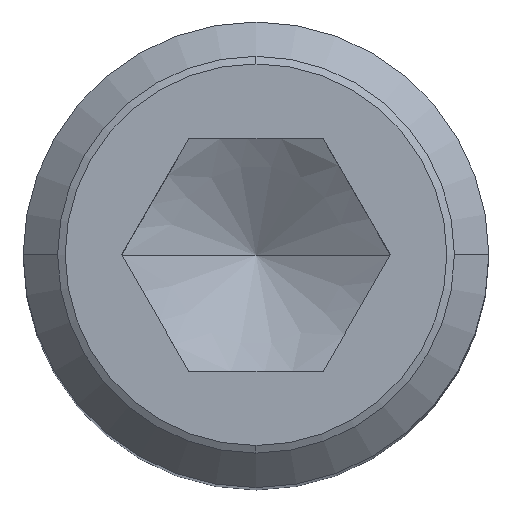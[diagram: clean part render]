
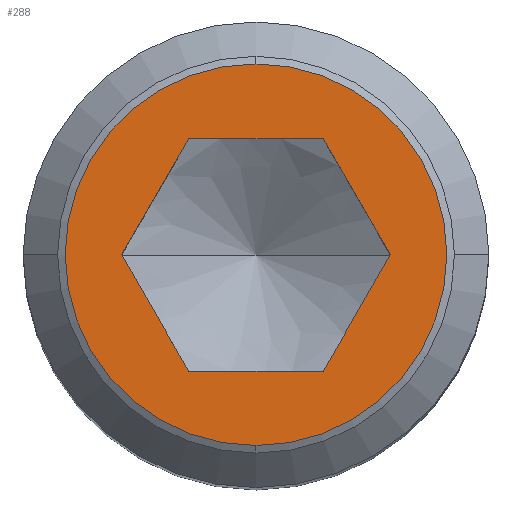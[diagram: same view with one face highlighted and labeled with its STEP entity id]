
A CAD part, top view. The second image highlights one B-rep face of the part: STEP entity #288.
In plain terms, the highlighted planar face has unit normal (0, 0, 1).
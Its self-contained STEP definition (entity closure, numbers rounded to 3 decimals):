
#166=EDGE_CURVE('',#208,#190,#401,.T.);
#182=EDGE_CURVE('',#324,#214,#420,.T.);
#184=EDGE_CURVE('',#190,#208,#422,.T.);
#190=VERTEX_POINT('',#430);
#208=VERTEX_POINT('',#449);
#214=VERTEX_POINT('',#455);
#216=EDGE_CURVE('',#214,#276,#457,.T.);
#260=EDGE_CURVE('',#280,#314,#505,.T.);
#268=EDGE_CURVE('',#276,#280,#514,.T.);
#276=VERTEX_POINT('',#523);
#280=VERTEX_POINT('',#527);
#288=ADVANCED_FACE('',(#535,#536),#537,.T.);
#314=VERTEX_POINT('',#564);
#316=EDGE_CURVE('',#342,#324,#566,.T.);
#324=VERTEX_POINT('',#575);
#334=EDGE_CURVE('',#314,#342,#586,.T.);
#342=VERTEX_POINT('',#594);
#401=CIRCLE('',#660,2.459);
#420=LINE('',#693,#694);
#422=CIRCLE('',#697,2.459);
#430=CARTESIAN_POINT('',(0.,-2.459,0.));
#449=CARTESIAN_POINT('',(0.,2.459,0.));
#455=CARTESIAN_POINT('',(-0.866,1.5,0.));
#457=LINE('',#751,#752);
#505=LINE('',#829,#830);
#514=LINE('',#841,#842);
#523=CARTESIAN_POINT('',(0.866,1.5,0.));
#527=CARTESIAN_POINT('',(1.732,0.0,0.));
#535=FACE_BOUND('',#880,.T.);
#536=FACE_OUTER_BOUND('',#881,.T.);
#537=PLANE('',#882);
#564=CARTESIAN_POINT('',(0.866,-1.5,0.));
#566=LINE('',#921,#922);
#575=CARTESIAN_POINT('',(-1.732,0.0,0.));
#586=LINE('',#949,#950);
#594=CARTESIAN_POINT('',(-0.866,-1.5,0.));
#660=AXIS2_PLACEMENT_3D('',#1030,#1031,#1032);
#693=CARTESIAN_POINT('',(-1.083,1.125,0.));
#694=VECTOR('',#1066,1.0);
#697=AXIS2_PLACEMENT_3D('',#1067,#1068,#1069);
#751=CARTESIAN_POINT('',(0.433,1.5,0.));
#752=VECTOR('',#1103,1.0);
#829=CARTESIAN_POINT('',(1.083,-1.125,0.));
#830=VECTOR('',#1151,1.0);
#841=CARTESIAN_POINT('',(1.516,0.375,0.));
#842=VECTOR('',#1162,1.0);
#880=EDGE_LOOP('',(#1179,#1180,#1181,#1182,#1183,#1184));
#881=EDGE_LOOP('',(#1185,#1186));
#882=AXIS2_PLACEMENT_3D('',#1187,#1188,#1189);
#921=CARTESIAN_POINT('',(-1.516,-0.375,0.));
#922=VECTOR('',#1210,1.0);
#949=CARTESIAN_POINT('',(-0.433,-1.5,0.));
#950=VECTOR('',#1231,1.0);
#1030=CARTESIAN_POINT('',(0.,0.,0.));
#1031=DIRECTION('',(0.0,0.0,1.0));
#1032=DIRECTION('',(0.,1.0,0.0));
#1066=DIRECTION('',(0.5,0.866,0.));
#1067=CARTESIAN_POINT('',(0.,0.,0.));
#1068=DIRECTION('',(0.0,0.0,1.0));
#1069=DIRECTION('',(0.,1.0,0.0));
#1103=DIRECTION('',(1.0,0.0,0.0));
#1151=DIRECTION('',(-0.5,-0.866,0.));
#1162=DIRECTION('',(0.5,-0.866,0.));
#1179=ORIENTED_EDGE('',*,*,#316,.T.);
#1180=ORIENTED_EDGE('',*,*,#182,.T.);
#1181=ORIENTED_EDGE('',*,*,#216,.T.);
#1182=ORIENTED_EDGE('',*,*,#268,.T.);
#1183=ORIENTED_EDGE('',*,*,#260,.T.);
#1184=ORIENTED_EDGE('',*,*,#334,.T.);
#1185=ORIENTED_EDGE('',*,*,#166,.T.);
#1186=ORIENTED_EDGE('',*,*,#184,.T.);
#1187=CARTESIAN_POINT('',(-2.116,0.,0.));
#1188=DIRECTION('',(0.0,0.0,1.0));
#1189=DIRECTION('',(-1.0,0.,0.0));
#1210=DIRECTION('',(-0.5,0.866,0.));
#1231=DIRECTION('',(-1.0,0.0,0.0));
